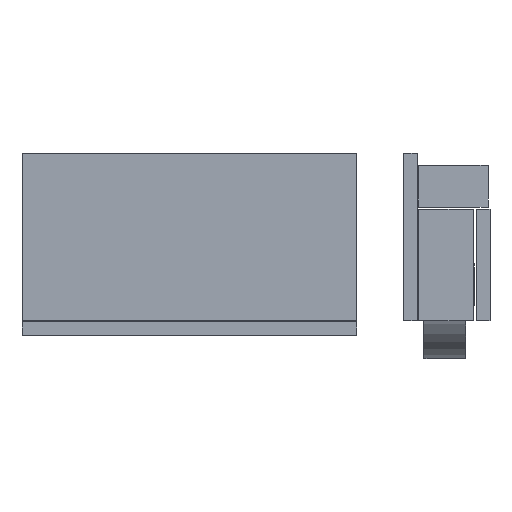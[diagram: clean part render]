
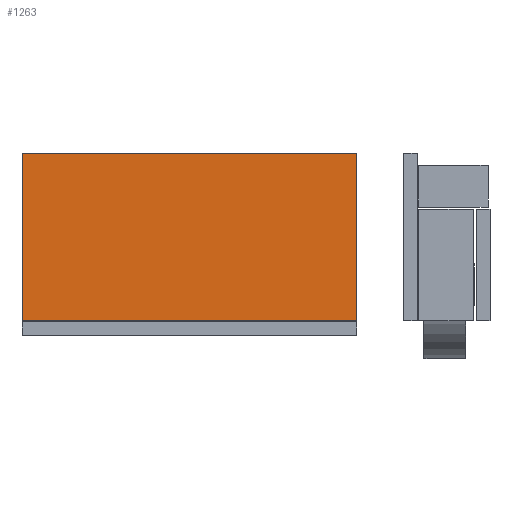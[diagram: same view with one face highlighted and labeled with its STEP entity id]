
A CAD part, front view. The second image highlights one B-rep face of the part: STEP entity #1263.
In plain terms, the highlighted planar face has unit normal (0, -1, 0).
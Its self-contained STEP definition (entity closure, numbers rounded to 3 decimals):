
#1047 = EDGE_CURVE('',#1048,#1050,#1052,.T.);
#1048 = VERTEX_POINT('',#1049);
#1049 = CARTESIAN_POINT('',(0.,0.,0.));
#1050 = VERTEX_POINT('',#1051);
#1051 = CARTESIAN_POINT('',(0.,0.,76.2));
#1052 = SURFACE_CURVE('',#1053,(#1057,#1069),.PCURVE_S1.);
#1053 = LINE('',#1054,#1055);
#1054 = CARTESIAN_POINT('',(0.,0.,0.));
#1055 = VECTOR('',#1056,1.);
#1056 = DIRECTION('',(0.,0.,1.));
#1057 = PCURVE('',#1058,#1063);
#1058 = PLANE('',#1059);
#1059 = AXIS2_PLACEMENT_3D('',#1060,#1061,#1062);
#1060 = CARTESIAN_POINT('',(0.,0.,0.));
#1061 = DIRECTION('',(1.,0.,-0.));
#1062 = DIRECTION('',(0.,0.,1.));
#1063 = DEFINITIONAL_REPRESENTATION('',(#1064),#1068);
#1064 = LINE('',#1065,#1066);
#1065 = CARTESIAN_POINT('',(0.,0.));
#1066 = VECTOR('',#1067,1.);
#1067 = DIRECTION('',(1.,0.));
#1068 = ( GEOMETRIC_REPRESENTATION_CONTEXT(2) 
PARAMETRIC_REPRESENTATION_CONTEXT() REPRESENTATION_CONTEXT('2D SPACE',''
  ) );
#1069 = PCURVE('',#1070,#1075);
#1070 = PLANE('',#1071);
#1071 = AXIS2_PLACEMENT_3D('',#1072,#1073,#1074);
#1072 = CARTESIAN_POINT('',(0.,0.,0.));
#1073 = DIRECTION('',(-0.,1.,0.));
#1074 = DIRECTION('',(0.,0.,1.));
#1075 = DEFINITIONAL_REPRESENTATION('',(#1076),#1080);
#1076 = LINE('',#1077,#1078);
#1077 = CARTESIAN_POINT('',(0.,0.));
#1078 = VECTOR('',#1079,1.);
#1079 = DIRECTION('',(1.,0.));
#1080 = ( GEOMETRIC_REPRESENTATION_CONTEXT(2) 
PARAMETRIC_REPRESENTATION_CONTEXT() REPRESENTATION_CONTEXT('2D SPACE',''
  ) );
#1098 = PLANE('',#1099);
#1099 = AXIS2_PLACEMENT_3D('',#1100,#1101,#1102);
#1100 = CARTESIAN_POINT('',(0.,0.,0.));
#1101 = DIRECTION('',(0.,0.,1.));
#1102 = DIRECTION('',(1.,0.,-0.));
#1152 = PLANE('',#1153);
#1153 = AXIS2_PLACEMENT_3D('',#1154,#1155,#1156);
#1154 = CARTESIAN_POINT('',(0.,0.,76.2));
#1155 = DIRECTION('',(0.,0.,1.));
#1156 = DIRECTION('',(1.,0.,-0.));
#1167 = EDGE_CURVE('',#1168,#1170,#1172,.T.);
#1168 = VERTEX_POINT('',#1169);
#1169 = CARTESIAN_POINT('',(152.4,0.,0.));
#1170 = VERTEX_POINT('',#1171);
#1171 = CARTESIAN_POINT('',(152.4,0.,76.2));
#1172 = SURFACE_CURVE('',#1173,(#1177,#1189),.PCURVE_S1.);
#1173 = LINE('',#1174,#1175);
#1174 = CARTESIAN_POINT('',(152.4,0.,0.));
#1175 = VECTOR('',#1176,1.);
#1176 = DIRECTION('',(0.,0.,1.));
#1177 = PCURVE('',#1178,#1183);
#1178 = PLANE('',#1179);
#1179 = AXIS2_PLACEMENT_3D('',#1180,#1181,#1182);
#1180 = CARTESIAN_POINT('',(152.4,0.,0.));
#1181 = DIRECTION('',(1.,0.,-0.));
#1182 = DIRECTION('',(0.,0.,1.));
#1183 = DEFINITIONAL_REPRESENTATION('',(#1184),#1188);
#1184 = LINE('',#1185,#1186);
#1185 = CARTESIAN_POINT('',(0.,0.));
#1186 = VECTOR('',#1187,1.);
#1187 = DIRECTION('',(1.,0.));
#1188 = ( GEOMETRIC_REPRESENTATION_CONTEXT(2) 
PARAMETRIC_REPRESENTATION_CONTEXT() REPRESENTATION_CONTEXT('2D SPACE',''
  ) );
#1189 = PCURVE('',#1070,#1190);
#1190 = DEFINITIONAL_REPRESENTATION('',(#1191),#1195);
#1191 = LINE('',#1192,#1193);
#1192 = CARTESIAN_POINT('',(0.,152.4));
#1193 = VECTOR('',#1194,1.);
#1194 = DIRECTION('',(1.,0.));
#1195 = ( GEOMETRIC_REPRESENTATION_CONTEXT(2) 
PARAMETRIC_REPRESENTATION_CONTEXT() REPRESENTATION_CONTEXT('2D SPACE',''
  ) );
#1263 = ADVANCED_FACE('',(#1264),#1070,.F.);
#1264 = FACE_BOUND('',#1265,.F.);
#1265 = EDGE_LOOP('',(#1266,#1287,#1288,#1309));
#1266 = ORIENTED_EDGE('',*,*,#1267,.F.);
#1267 = EDGE_CURVE('',#1048,#1168,#1268,.T.);
#1268 = SURFACE_CURVE('',#1269,(#1273,#1280),.PCURVE_S1.);
#1269 = LINE('',#1270,#1271);
#1270 = CARTESIAN_POINT('',(0.,0.,0.));
#1271 = VECTOR('',#1272,1.);
#1272 = DIRECTION('',(1.,0.,-0.));
#1273 = PCURVE('',#1070,#1274);
#1274 = DEFINITIONAL_REPRESENTATION('',(#1275),#1279);
#1275 = LINE('',#1276,#1277);
#1276 = CARTESIAN_POINT('',(0.,0.));
#1277 = VECTOR('',#1278,1.);
#1278 = DIRECTION('',(0.,1.));
#1279 = ( GEOMETRIC_REPRESENTATION_CONTEXT(2) 
PARAMETRIC_REPRESENTATION_CONTEXT() REPRESENTATION_CONTEXT('2D SPACE',''
  ) );
#1280 = PCURVE('',#1098,#1281);
#1281 = DEFINITIONAL_REPRESENTATION('',(#1282),#1286);
#1282 = LINE('',#1283,#1284);
#1283 = CARTESIAN_POINT('',(0.,0.));
#1284 = VECTOR('',#1285,1.);
#1285 = DIRECTION('',(1.,0.));
#1286 = ( GEOMETRIC_REPRESENTATION_CONTEXT(2) 
PARAMETRIC_REPRESENTATION_CONTEXT() REPRESENTATION_CONTEXT('2D SPACE',''
  ) );
#1287 = ORIENTED_EDGE('',*,*,#1047,.T.);
#1288 = ORIENTED_EDGE('',*,*,#1289,.T.);
#1289 = EDGE_CURVE('',#1050,#1170,#1290,.T.);
#1290 = SURFACE_CURVE('',#1291,(#1295,#1302),.PCURVE_S1.);
#1291 = LINE('',#1292,#1293);
#1292 = CARTESIAN_POINT('',(0.,0.,76.2));
#1293 = VECTOR('',#1294,1.);
#1294 = DIRECTION('',(1.,0.,-0.));
#1295 = PCURVE('',#1070,#1296);
#1296 = DEFINITIONAL_REPRESENTATION('',(#1297),#1301);
#1297 = LINE('',#1298,#1299);
#1298 = CARTESIAN_POINT('',(76.2,0.));
#1299 = VECTOR('',#1300,1.);
#1300 = DIRECTION('',(0.,1.));
#1301 = ( GEOMETRIC_REPRESENTATION_CONTEXT(2) 
PARAMETRIC_REPRESENTATION_CONTEXT() REPRESENTATION_CONTEXT('2D SPACE',''
  ) );
#1302 = PCURVE('',#1152,#1303);
#1303 = DEFINITIONAL_REPRESENTATION('',(#1304),#1308);
#1304 = LINE('',#1305,#1306);
#1305 = CARTESIAN_POINT('',(0.,0.));
#1306 = VECTOR('',#1307,1.);
#1307 = DIRECTION('',(1.,0.));
#1308 = ( GEOMETRIC_REPRESENTATION_CONTEXT(2) 
PARAMETRIC_REPRESENTATION_CONTEXT() REPRESENTATION_CONTEXT('2D SPACE',''
  ) );
#1309 = ORIENTED_EDGE('',*,*,#1167,.F.);
